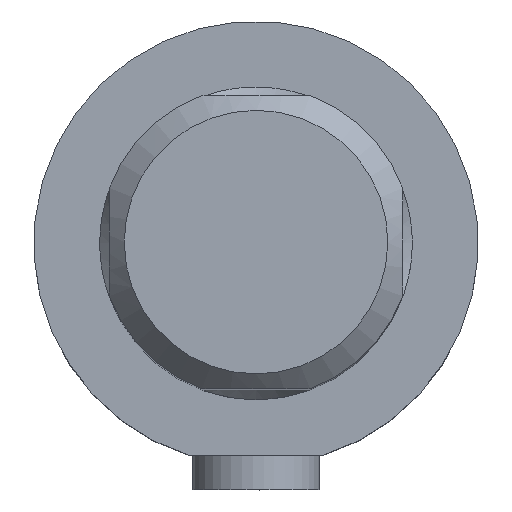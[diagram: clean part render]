
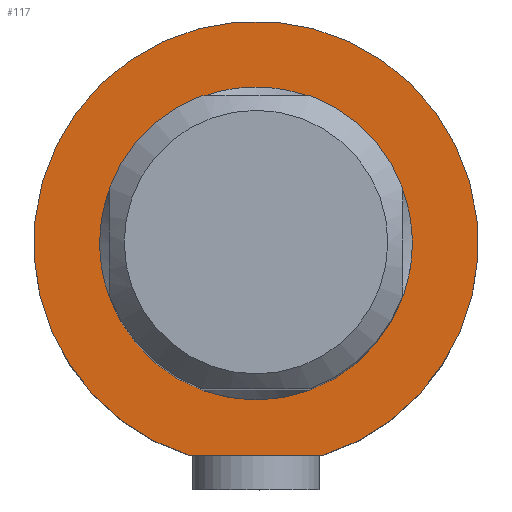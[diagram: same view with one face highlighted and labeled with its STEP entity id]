
A CAD part, top view. The second image highlights one B-rep face of the part: STEP entity #117.
In plain terms, the highlighted planar face has unit normal (0, 0, 1).
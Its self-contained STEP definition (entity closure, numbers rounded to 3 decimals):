
#79=LINE('',#703,#97);
#97=VECTOR('',#568,1.);
#117=ADVANCED_FACE('',(#159,#160),#145,.F.);
#145=PLANE('',#499);
#159=FACE_BOUND('',#179,.T.);
#160=FACE_BOUND('',#180,.T.);
#179=EDGE_LOOP('',(#225,#226));
#180=EDGE_LOOP('',(#227));
#225=ORIENTED_EDGE('',*,*,#389,.F.);
#226=ORIENTED_EDGE('',*,*,#384,.T.);
#227=ORIENTED_EDGE('',*,*,#390,.T.);
#340=VERTEX_POINT('',#704);
#341=VERTEX_POINT('',#705);
#345=VERTEX_POINT('',#716);
#384=EDGE_CURVE('',#340,#341,#79,.T.);
#389=EDGE_CURVE('',#340,#341,#445,.T.);
#390=EDGE_CURVE('',#345,#345,#446,.T.);
#445=CIRCLE('',#497,22.75);
#446=CIRCLE('',#498,15.989);
#497=AXIS2_PLACEMENT_3D('',#714,#576,#577);
#498=AXIS2_PLACEMENT_3D('',#715,#578,#579);
#499=AXIS2_PLACEMENT_3D('',#717,#580,#581);
#568=DIRECTION('',(1.,0.,0.));
#576=DIRECTION('',(0.,0.,-1.));
#577=DIRECTION('',(-1.,0.,0.));
#578=DIRECTION('',(0.,0.,-1.));
#579=DIRECTION('',(-1.,0.,0.));
#580=DIRECTION('',(0.,0.,-1.));
#581=DIRECTION('',(1.,0.,0.));
#703=CARTESIAN_POINT('',(0.,-21.7,0.));
#704=CARTESIAN_POINT('',(-6.832,-21.7,0.));
#705=CARTESIAN_POINT('',(6.832,-21.7,0.));
#714=CARTESIAN_POINT('',(0.,0.,0.));
#715=CARTESIAN_POINT('',(0.,0.,0.));
#716=CARTESIAN_POINT('',(-15.989,0.,0.));
#717=CARTESIAN_POINT('',(0.,15.989,0.));
